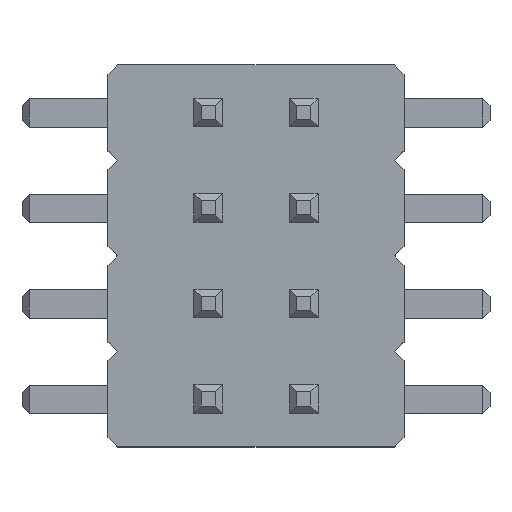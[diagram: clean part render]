
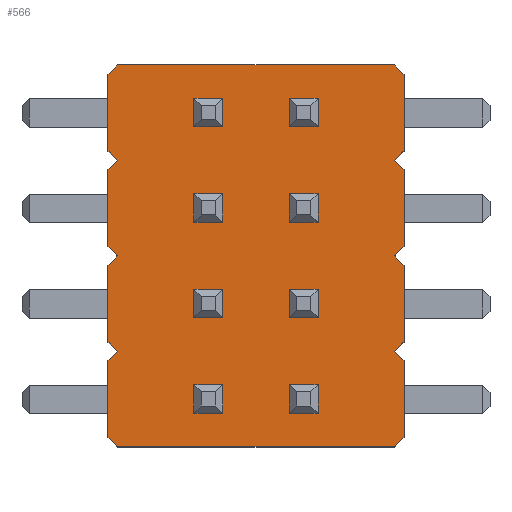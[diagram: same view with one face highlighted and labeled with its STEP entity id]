
A CAD part, top view. The second image highlights one B-rep face of the part: STEP entity #566.
In plain terms, the highlighted planar face has unit normal (0, 0, 1).
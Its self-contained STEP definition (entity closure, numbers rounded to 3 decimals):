
#24=VERTEX_POINT('',#25);
#25=CARTESIAN_POINT('',(-1.45,2.,1.6));
#28=ORIENTED_EDGE('',*,*,#29,.T.);
#29=EDGE_CURVE('',#24,#30,#32,.T.);
#30=VERTEX_POINT('',#31);
#31=CARTESIAN_POINT('',(-1.55,1.9,1.6));
#32=LINE('',#25,#33);
#33=VECTOR('',#34,1.);
#34=DIRECTION('',(-0.707,-0.707,0.));
#45=DIRECTION('',(0.707,-0.707,0.));
#50=ORIENTED_EDGE('',*,*,#51,.T.);
#51=EDGE_CURVE('',#30,#52,#54,.T.);
#52=VERTEX_POINT('',#53);
#53=CARTESIAN_POINT('',(-1.55,1.1,1.6));
#54=LINE('',#31,#55);
#55=VECTOR('',#56,1.);
#56=DIRECTION('',(0.,-1.,0.));
#67=DIRECTION('',(1.,0.,0.));
#72=ORIENTED_EDGE('',*,*,#73,.T.);
#73=EDGE_CURVE('',#52,#74,#76,.T.);
#74=VERTEX_POINT('',#75);
#75=CARTESIAN_POINT('',(-1.45,1.,1.6));
#76=LINE('',#53,#77);
#77=VECTOR('',#45,1.);
#88=DIRECTION('',(0.707,0.707,0.));
#93=ORIENTED_EDGE('',*,*,#94,.T.);
#94=EDGE_CURVE('',#74,#95,#97,.T.);
#95=VERTEX_POINT('',#96);
#96=CARTESIAN_POINT('',(-1.55,0.9,1.6));
#97=LINE('',#75,#33);
#112=ORIENTED_EDGE('',*,*,#113,.T.);
#113=EDGE_CURVE('',#95,#114,#116,.T.);
#114=VERTEX_POINT('',#115);
#115=CARTESIAN_POINT('',(-1.55,0.1,1.6));
#116=LINE('',#96,#55);
#131=ORIENTED_EDGE('',*,*,#132,.T.);
#132=EDGE_CURVE('',#114,#133,#135,.T.);
#133=VERTEX_POINT('',#134);
#134=CARTESIAN_POINT('',(-1.45,0.,1.6));
#135=LINE('',#115,#77);
#150=ORIENTED_EDGE('',*,*,#151,.T.);
#151=EDGE_CURVE('',#133,#152,#154,.T.);
#152=VERTEX_POINT('',#153);
#153=CARTESIAN_POINT('',(-1.55,-0.1,1.6));
#154=LINE('',#155,#33);
#155=CARTESIAN_POINT('',(-1.45,0.,1.6));
#171=ORIENTED_EDGE('',*,*,#172,.T.);
#172=EDGE_CURVE('',#152,#173,#175,.T.);
#173=VERTEX_POINT('',#174);
#174=CARTESIAN_POINT('',(-1.55,-0.9,1.6));
#175=LINE('',#153,#55);
#190=ORIENTED_EDGE('',*,*,#191,.T.);
#191=EDGE_CURVE('',#173,#192,#194,.T.);
#192=VERTEX_POINT('',#193);
#193=CARTESIAN_POINT('',(-1.45,-1.,1.6));
#194=LINE('',#174,#77);
#209=ORIENTED_EDGE('',*,*,#210,.T.);
#210=EDGE_CURVE('',#192,#211,#213,.T.);
#211=VERTEX_POINT('',#212);
#212=CARTESIAN_POINT('',(-1.55,-1.1,1.6));
#213=LINE('',#193,#33);
#228=ORIENTED_EDGE('',*,*,#229,.T.);
#229=EDGE_CURVE('',#211,#230,#232,.T.);
#230=VERTEX_POINT('',#231);
#231=CARTESIAN_POINT('',(-1.55,-1.9,1.6));
#232=LINE('',#212,#55);
#247=ORIENTED_EDGE('',*,*,#248,.T.);
#248=EDGE_CURVE('',#230,#249,#251,.T.);
#249=VERTEX_POINT('',#250);
#250=CARTESIAN_POINT('',(-1.45,-2.,1.6));
#251=LINE('',#231,#77);
#266=ORIENTED_EDGE('',*,*,#267,.T.);
#267=EDGE_CURVE('',#249,#268,#270,.T.);
#268=VERTEX_POINT('',#269);
#269=CARTESIAN_POINT('',(1.45,-2.,1.6));
#270=LINE('',#250,#271);
#271=VECTOR('',#67,1.);
#282=DIRECTION('',(0.,1.,0.));
#287=ORIENTED_EDGE('',*,*,#288,.T.);
#288=EDGE_CURVE('',#268,#289,#291,.T.);
#289=VERTEX_POINT('',#290);
#290=CARTESIAN_POINT('',(1.55,-1.9,1.6));
#291=LINE('',#269,#292);
#292=VECTOR('',#88,1.);
#303=DIRECTION('',(-0.707,0.707,0.));
#308=ORIENTED_EDGE('',*,*,#309,.T.);
#309=EDGE_CURVE('',#289,#310,#312,.T.);
#310=VERTEX_POINT('',#311);
#311=CARTESIAN_POINT('',(1.55,-1.1,1.6));
#312=LINE('',#290,#313);
#313=VECTOR('',#282,1.);
#324=DIRECTION('',(-1.,0.,0.));
#329=ORIENTED_EDGE('',*,*,#330,.T.);
#330=EDGE_CURVE('',#310,#331,#333,.T.);
#331=VERTEX_POINT('',#332);
#332=CARTESIAN_POINT('',(1.45,-1.,1.6));
#333=LINE('',#311,#334);
#334=VECTOR('',#303,1.);
#349=ORIENTED_EDGE('',*,*,#350,.T.);
#350=EDGE_CURVE('',#331,#351,#353,.T.);
#351=VERTEX_POINT('',#352);
#352=CARTESIAN_POINT('',(1.55,-0.9,1.6));
#353=LINE('',#332,#292);
#368=ORIENTED_EDGE('',*,*,#369,.T.);
#369=EDGE_CURVE('',#351,#370,#372,.T.);
#370=VERTEX_POINT('',#371);
#371=CARTESIAN_POINT('',(1.55,-0.1,1.6));
#372=LINE('',#352,#313);
#387=ORIENTED_EDGE('',*,*,#388,.T.);
#388=EDGE_CURVE('',#370,#389,#391,.T.);
#389=VERTEX_POINT('',#390);
#390=CARTESIAN_POINT('',(1.45,0.,1.6));
#391=LINE('',#371,#334);
#406=ORIENTED_EDGE('',*,*,#407,.T.);
#407=EDGE_CURVE('',#389,#408,#410,.T.);
#408=VERTEX_POINT('',#409);
#409=CARTESIAN_POINT('',(1.55,0.1,1.6));
#410=LINE('',#411,#292);
#411=CARTESIAN_POINT('',(1.45,0.,1.6));
#427=ORIENTED_EDGE('',*,*,#428,.T.);
#428=EDGE_CURVE('',#408,#429,#431,.T.);
#429=VERTEX_POINT('',#430);
#430=CARTESIAN_POINT('',(1.55,0.9,1.6));
#431=LINE('',#409,#313);
#446=ORIENTED_EDGE('',*,*,#447,.T.);
#447=EDGE_CURVE('',#429,#448,#450,.T.);
#448=VERTEX_POINT('',#449);
#449=CARTESIAN_POINT('',(1.45,1.,1.6));
#450=LINE('',#430,#334);
#465=ORIENTED_EDGE('',*,*,#466,.T.);
#466=EDGE_CURVE('',#448,#467,#469,.T.);
#467=VERTEX_POINT('',#468);
#468=CARTESIAN_POINT('',(1.55,1.1,1.6));
#469=LINE('',#449,#292);
#484=ORIENTED_EDGE('',*,*,#485,.T.);
#485=EDGE_CURVE('',#467,#486,#488,.T.);
#486=VERTEX_POINT('',#487);
#487=CARTESIAN_POINT('',(1.55,1.9,1.6));
#488=LINE('',#468,#313);
#503=ORIENTED_EDGE('',*,*,#504,.T.);
#504=EDGE_CURVE('',#486,#505,#507,.T.);
#505=VERTEX_POINT('',#506);
#506=CARTESIAN_POINT('',(1.45,2.,1.6));
#507=LINE('',#487,#334);
#522=ORIENTED_EDGE('',*,*,#523,.T.);
#523=EDGE_CURVE('',#505,#24,#524,.T.);
#524=LINE('',#506,#525);
#525=VECTOR('',#324,1.);
#564=DIRECTION('',(0.,0.,1.));
#565=DIRECTION('',(0.,1.,0.));
#566=ADVANCED_FACE('',(#567),#569,.T.);
#567=FACE_BOUND('',#568,.T.);
#568=EDGE_LOOP('',(#28,#50,#72,#93,#112,#131,#150,#171,#190,#209,#228,#247,#266,#287,#308,#329,#349,#368,#387,#406,#427,#446,#465,#484,#503,#522));
#569=PLANE('',#570);
#570=AXIS2_PLACEMENT_3D('',#571,#564,#565);
#571=CARTESIAN_POINT('',(0.,0.,1.6));
